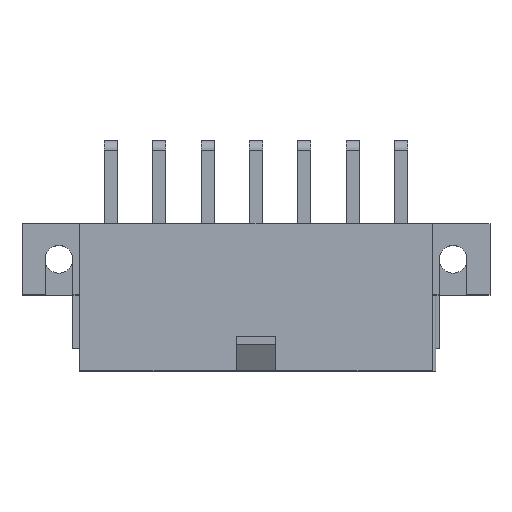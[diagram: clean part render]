
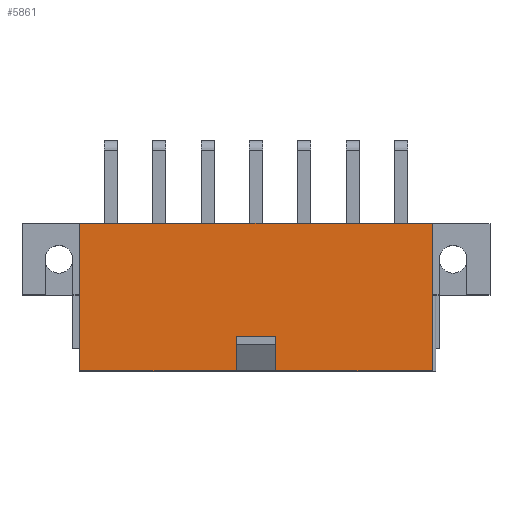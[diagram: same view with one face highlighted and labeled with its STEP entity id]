
A CAD part, top view. The second image highlights one B-rep face of the part: STEP entity #5861.
In plain terms, the highlighted planar face has unit normal (0, 0, 1).
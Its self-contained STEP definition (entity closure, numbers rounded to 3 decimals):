
#661=ORIENTED_EDGE('',*,*,#2281,.F.);
#662=ORIENTED_EDGE('',*,*,#2282,.F.);
#663=ORIENTED_EDGE('',*,*,#2283,.F.);
#664=ORIENTED_EDGE('',*,*,#2002,.F.);
#665=ORIENTED_EDGE('',*,*,#2248,.T.);
#666=ORIENTED_EDGE('',*,*,#1887,.T.);
#667=ORIENTED_EDGE('',*,*,#2280,.F.);
#668=ORIENTED_EDGE('',*,*,#2004,.F.);
#1887=EDGE_CURVE('',#2720,#2719,#3260,.T.);
#2002=EDGE_CURVE('',#2824,#2825,#3375,.T.);
#2004=EDGE_CURVE('',#2826,#2827,#3377,.T.);
#2248=EDGE_CURVE('',#2824,#2720,#3615,.T.);
#2280=EDGE_CURVE('',#2827,#2719,#3643,.T.);
#2281=EDGE_CURVE('',#3074,#2826,#3644,.T.);
#2282=EDGE_CURVE('',#3075,#3074,#3645,.T.);
#2283=EDGE_CURVE('',#2825,#3075,#3646,.T.);
#2719=VERTEX_POINT('',#8149);
#2720=VERTEX_POINT('',#8151);
#2824=VERTEX_POINT('',#8371);
#2825=VERTEX_POINT('',#8372);
#2826=VERTEX_POINT('',#8374);
#2827=VERTEX_POINT('',#8376);
#3074=VERTEX_POINT('',#8938);
#3075=VERTEX_POINT('',#8940);
#3260=LINE('',#8150,#4077);
#3375=LINE('',#8370,#4192);
#3377=LINE('',#8375,#4194);
#3615=LINE('',#8874,#4432);
#3643=LINE('',#8935,#4460);
#3644=LINE('',#8937,#4461);
#3645=LINE('',#8939,#4462);
#3646=LINE('',#8941,#4463);
#4077=VECTOR('',#6598,1000.);
#4192=VECTOR('',#6715,1000.);
#4194=VECTOR('',#6717,1000.);
#4432=VECTOR('',#7029,1000.);
#4460=VECTOR('',#7077,1000.);
#4461=VECTOR('',#7080,1000.);
#4462=VECTOR('',#7081,1000.);
#4463=VECTOR('',#7082,1000.);
#4900=EDGE_LOOP('',(#661,#662,#663,#664,#665,#666,#667,#668));
#5269=FACE_BOUND('',#4900,.T.);
#5580=PLANE('',#6199);
#5861=ADVANCED_FACE('',(#5269),#5580,.T.);
#6199=AXIS2_PLACEMENT_3D('',#8936,#7078,#7079);
#6598=DIRECTION('',(-1.,0.,0.));
#6715=DIRECTION('',(-1.,0.,0.));
#6717=DIRECTION('',(-1.,0.,0.));
#7029=DIRECTION('',(0.,1.,0.));
#7077=DIRECTION('',(0.,1.,0.));
#7078=DIRECTION('',(0.,0.,1.));
#7079=DIRECTION('',(1.,0.,0.));
#7080=DIRECTION('',(0.,-1.,0.));
#7081=DIRECTION('',(-1.,0.,0.));
#7082=DIRECTION('',(0.,1.,0.));
#8149=CARTESIAN_POINT('',(-15.3,6.4,4.8));
#8150=CARTESIAN_POINT('',(15.3,6.4,4.8));
#8151=CARTESIAN_POINT('',(15.3,6.4,4.8));
#8370=CARTESIAN_POINT('',(15.3,-6.4,4.8));
#8371=CARTESIAN_POINT('',(15.3,-6.4,4.8));
#8372=CARTESIAN_POINT('',(1.7,-6.4,4.8));
#8374=CARTESIAN_POINT('',(-1.7,-6.4,4.8));
#8375=CARTESIAN_POINT('',(15.3,-6.4,4.8));
#8376=CARTESIAN_POINT('',(-15.3,-6.4,4.8));
#8874=CARTESIAN_POINT('',(15.3,-6.4,4.8));
#8935=CARTESIAN_POINT('',(-15.3,-6.4,4.8));
#8936=CARTESIAN_POINT('',(15.3,-6.4,4.8));
#8937=CARTESIAN_POINT('',(-1.7,-3.4,4.8));
#8938=CARTESIAN_POINT('',(-1.7,-3.4,4.8));
#8939=CARTESIAN_POINT('',(1.7,-3.4,4.8));
#8940=CARTESIAN_POINT('',(1.7,-3.4,4.8));
#8941=CARTESIAN_POINT('',(1.7,-6.4,4.8));
